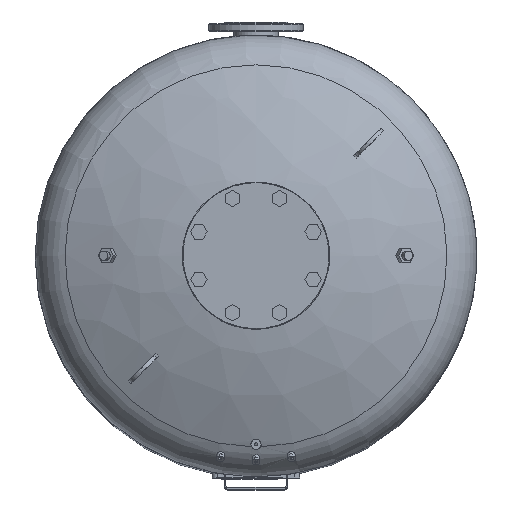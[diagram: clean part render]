
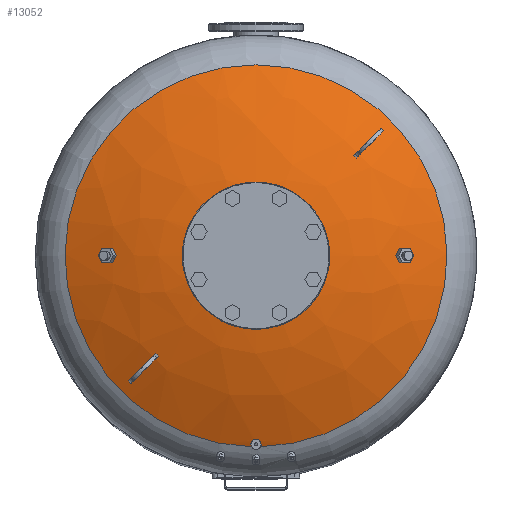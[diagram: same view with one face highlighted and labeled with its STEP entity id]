
A CAD part, top view. The second image highlights one B-rep face of the part: STEP entity #13052.
In plain terms, the highlighted free-form (B-spline) face has degree [2, 2] with [3, 9] control points.
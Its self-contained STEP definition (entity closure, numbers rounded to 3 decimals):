
#17=(
BOUNDED_CURVE()
B_SPLINE_CURVE(2,(#21704,#21705,#21706),.UNSPECIFIED.,.F.,.F.)
B_SPLINE_CURVE_WITH_KNOTS((3,3),(1.126,1.57),
 .UNSPECIFIED.)
CURVE()
GEOMETRIC_REPRESENTATION_ITEM()
RATIONAL_B_SPLINE_CURVE((1.,0.975,1.))
REPRESENTATION_ITEM($)
);
#20=(
BOUNDED_SURFACE()
B_SPLINE_SURFACE(2,2,((#21634,#21635,#21636,#21637,#21638,#21639,#21640,
#21641,#21642),(#21643,#21644,#21645,#21646,#21647,#21648,#21649,#21650,
#21651),(#21652,#21653,#21654,#21655,#21656,#21657,#21658,#21659,#21660)),
 .UNSPECIFIED.,.F.,.T.,.F.)
B_SPLINE_SURFACE_WITH_KNOTS((3,3),(3,2,2,2,3),(-1.57,-1.126),
(-3.142,-1.571,0.,1.571,3.142),
 .UNSPECIFIED.)
GEOMETRIC_REPRESENTATION_ITEM()
RATIONAL_B_SPLINE_SURFACE(((1.,0.707,1.,0.707,1.,
0.707,1.,0.707,1.),(0.975,0.69,
0.975,0.69,0.975,0.69,0.975,
0.69,0.975),(1.,0.707,1.,0.707,
1.,0.707,1.,0.707,1.)))
REPRESENTATION_ITEM($)
SURFACE()
);
#58=B_SPLINE_CURVE_WITH_KNOTS($,3,(#21661,#21662,#21663,#21664,#21665,#21666,
#21667,#21668,#21669,#21670,#21671,#21672,#21673,#21674,#21675,#21676,#21677,
#21678,#21679,#21680,#21681,#21682,#21683,#21684,#21685,#21686,#21687,#21688,
#21689,#21690,#21691,#21692,#21693,#21694,#21695,#21696,#21697,#21698,#21699,
#21700,#21701,#21702),.UNSPECIFIED.,.F.,.F.,(4,2,2,2,2,2,2,2,2,2,2,2,2,
2,2,2,2,2,2,2,4),(9.576,10.031,12.548,13.686,
14.482,15.267,16.353,18.565,21.499,
24.535,27.54,30.609,33.883,37.366,
40.27,41.492,42.308,43.081,44.105,
46.215,47.371),.UNSPECIFIED.);
#3893=FACE_OUTER_BOUND($,#4855,.T.);
#4855=EDGE_LOOP($,(#11112,#11113,#11114,#11115,#11116));
#5659=CIRCLE($,#14297,324.179);
#5660=CIRCLE($,#14298,324.179);
#6622=VERTEX_POINT($,#21252);
#6623=VERTEX_POINT($,#21253);
#6624=VERTEX_POINT($,#21270);
#6633=VERTEX_POINT($,#21703);
#8213=EDGE_CURVE($,#6624,#6622,#5659,.T.);
#8214=EDGE_CURVE($,#6623,#6624,#5660,.T.);
#8223=EDGE_CURVE($,#6623,#6622,#58,.T.);
#8224=EDGE_CURVE($,#6624,#6633,#17,.T.);
#11112=ORIENTED_EDGE($,*,*,#8223,.F.);
#11113=ORIENTED_EDGE($,*,*,#8214,.T.);
#11114=ORIENTED_EDGE($,*,*,#8224,.T.);
#11115=ORIENTED_EDGE($,*,*,#8224,.F.);
#11116=ORIENTED_EDGE($,*,*,#8213,.T.);
#13052=ADVANCED_FACE($,(#3893),#20,.T.);
#14297=AXIS2_PLACEMENT_3D($,#21271,#17264,#17265);
#14298=AXIS2_PLACEMENT_3D($,#21272,#17266,#17267);
#17264=DIRECTION('center_axis',(0.,0.,1.));
#17265=DIRECTION('ref_axis',(-1.,0.,0.));
#17266=DIRECTION('center_axis',(0.,0.,1.));
#17267=DIRECTION('ref_axis',(-1.,0.,0.));
#21252=CARTESIAN_POINT('',(-7.565,-324.091,2021.478));
#21253=CARTESIAN_POINT('',(7.565,-324.091,2021.478));
#21270=CARTESIAN_POINT('',(0.,324.179,2021.478));
#21271=CARTESIAN_POINT('Origin',(0.,0.,2021.478));
#21272=CARTESIAN_POINT('Origin',(0.,0.,2021.478));
#21634=CARTESIAN_POINT('Ctrl Pts',(0.,0.,
2095.));
#21635=CARTESIAN_POINT('Ctrl Pts',(0.,0.,
2095.));
#21636=CARTESIAN_POINT('Ctrl Pts',(0.,0.,
2095.));
#21637=CARTESIAN_POINT('Ctrl Pts',(0.,0.,2095.));
#21638=CARTESIAN_POINT('Ctrl Pts',(0.,0.,2095.));
#21639=CARTESIAN_POINT('Ctrl Pts',(0.,0.,2095.));
#21640=CARTESIAN_POINT('Ctrl Pts',(0.,0.,
2095.));
#21641=CARTESIAN_POINT('Ctrl Pts',(0.,0.,
2095.));
#21642=CARTESIAN_POINT('Ctrl Pts',(0.,0.,
2095.));
#21643=CARTESIAN_POINT('Ctrl Pts',(0.,170.393,
2094.85));
#21644=CARTESIAN_POINT('Ctrl Pts',(-170.393,170.393,2094.85));
#21645=CARTESIAN_POINT('Ctrl Pts',(-170.393,0.,2094.85));
#21646=CARTESIAN_POINT('Ctrl Pts',(-170.393,-170.393,2094.85));
#21647=CARTESIAN_POINT('Ctrl Pts',(0.,-170.393,
2094.85));
#21648=CARTESIAN_POINT('Ctrl Pts',(170.393,-170.393,2094.85));
#21649=CARTESIAN_POINT('Ctrl Pts',(170.393,0.,
2094.85));
#21650=CARTESIAN_POINT('Ctrl Pts',(170.393,170.393,2094.85));
#21651=CARTESIAN_POINT('Ctrl Pts',(0.,170.393,
2094.85));
#21652=CARTESIAN_POINT('Ctrl Pts',(0.,324.179,
2021.478));
#21653=CARTESIAN_POINT('Ctrl Pts',(-324.179,324.179,2021.478));
#21654=CARTESIAN_POINT('Ctrl Pts',(-324.179,0.,
2021.478));
#21655=CARTESIAN_POINT('Ctrl Pts',(-324.179,-324.179,
2021.478));
#21656=CARTESIAN_POINT('Ctrl Pts',(0.,-324.179,
2021.478));
#21657=CARTESIAN_POINT('Ctrl Pts',(324.179,-324.179,2021.478));
#21658=CARTESIAN_POINT('Ctrl Pts',(324.179,0.,
2021.478));
#21659=CARTESIAN_POINT('Ctrl Pts',(324.179,324.179,2021.478));
#21660=CARTESIAN_POINT('Ctrl Pts',(0.,324.179,
2021.478));
#21661=CARTESIAN_POINT('Ctrl Pts',(7.565,-324.091,2021.478));
#21662=CARTESIAN_POINT('Ctrl Pts',(7.632,-323.967,2021.536));
#21663=CARTESIAN_POINT('Ctrl Pts',(7.695,-323.842,2021.595));
#21664=CARTESIAN_POINT('Ctrl Pts',(8.09,-323.017,2021.984));
#21665=CARTESIAN_POINT('Ctrl Pts',(8.327,-322.282,2022.33));
#21666=CARTESIAN_POINT('Ctrl Pts',(8.524,-321.19,2022.843));
#21667=CARTESIAN_POINT('Ctrl Pts',(8.565,-320.847,2023.004));
#21668=CARTESIAN_POINT('Ctrl Pts',(8.599,-320.263,2023.279));
#21669=CARTESIAN_POINT('Ctrl Pts',(8.603,-320.022,2023.392));
#21670=CARTESIAN_POINT('Ctrl Pts',(8.591,-319.543,2023.617));
#21671=CARTESIAN_POINT('Ctrl Pts',(8.575,-319.306,2023.728));
#21672=CARTESIAN_POINT('Ctrl Pts',(8.514,-318.742,2023.993));
#21673=CARTESIAN_POINT('Ctrl Pts',(8.459,-318.417,2024.145));
#21674=CARTESIAN_POINT('Ctrl Pts',(8.237,-317.439,2024.604));
#21675=CARTESIAN_POINT('Ctrl Pts',(8.011,-316.799,2024.904));
#21676=CARTESIAN_POINT('Ctrl Pts',(7.308,-315.377,2025.57));
#21677=CARTESIAN_POINT('Ctrl Pts',(6.776,-314.624,2025.923));
#21678=CARTESIAN_POINT('Ctrl Pts',(5.448,-313.277,2026.552));
#21679=CARTESIAN_POINT('Ctrl Pts',(4.652,-312.699,2026.822));
#21680=CARTESIAN_POINT('Ctrl Pts',(2.876,-311.836,2027.226));
#21681=CARTESIAN_POINT('Ctrl Pts',(1.917,-311.557,2027.356));
#21682=CARTESIAN_POINT('Ctrl Pts',(-0.093,-311.34,
2027.457));
#21683=CARTESIAN_POINT('Ctrl Pts',(-1.117,-311.413,
2027.423));
#21684=CARTESIAN_POINT('Ctrl Pts',(-3.154,-311.926,
2027.184));
#21685=CARTESIAN_POINT('Ctrl Pts',(-4.131,-312.384,
2026.97));
#21686=CARTESIAN_POINT('Ctrl Pts',(-5.903,-313.646,
2026.38));
#21687=CARTESIAN_POINT('Ctrl Pts',(-6.664,-314.457,
2026.001));
#21688=CARTESIAN_POINT('Ctrl Pts',(-7.733,-316.13,
2025.217));
#21689=CARTESIAN_POINT('Ctrl Pts',(-8.091,-316.955,
2024.831));
#21690=CARTESIAN_POINT('Ctrl Pts',(-8.411,-318.17,
2024.261));
#21691=CARTESIAN_POINT('Ctrl Pts',(-8.482,-318.535,2024.09));
#21692=CARTESIAN_POINT('Ctrl Pts',(-8.561,-319.147,2023.802));
#21693=CARTESIAN_POINT('Ctrl Pts',(-8.582,-319.394,2023.687));
#21694=CARTESIAN_POINT('Ctrl Pts',(-8.602,-319.874,
2023.461));
#21695=CARTESIAN_POINT('Ctrl Pts',(-8.603,-320.108,
2023.351));
#21696=CARTESIAN_POINT('Ctrl Pts',(-8.581,-320.651,
2023.096));
#21697=CARTESIAN_POINT('Ctrl Pts',(-8.552,-320.96,
2022.951));
#21698=CARTESIAN_POINT('Ctrl Pts',(-8.412,-321.9,
2022.51));
#21699=CARTESIAN_POINT('Ctrl Pts',(-8.247,-322.523,2022.216));
#21700=CARTESIAN_POINT('Ctrl Pts',(-7.884,-323.454,
2021.778));
#21701=CARTESIAN_POINT('Ctrl Pts',(-7.734,-323.777,
2021.626));
#21702=CARTESIAN_POINT('Ctrl Pts',(-7.565,-324.091,
2021.478));
#21703=CARTESIAN_POINT('',(0.,0.,2095.));
#21704=CARTESIAN_POINT('Ctrl Pts',(0.,324.179,
2021.478));
#21705=CARTESIAN_POINT('Ctrl Pts',(0.,170.393,
2094.85));
#21706=CARTESIAN_POINT('Ctrl Pts',(0.,0.,
2095.));
